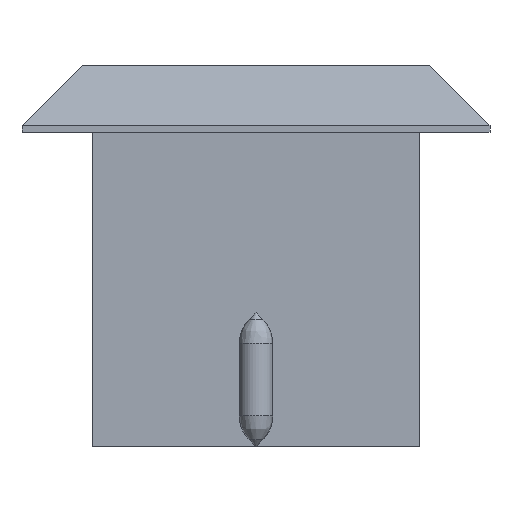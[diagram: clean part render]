
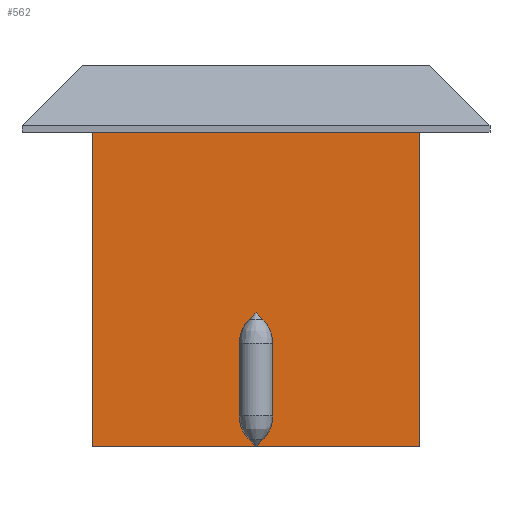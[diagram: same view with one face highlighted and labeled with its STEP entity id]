
A CAD part, front view. The second image highlights one B-rep face of the part: STEP entity #562.
In plain terms, the highlighted planar face has unit normal (0, -1, 0).
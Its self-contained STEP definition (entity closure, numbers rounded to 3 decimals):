
#57=PLANE('',#622);
#80=FACE_OUTER_BOUND('',#113,.T.);
#113=EDGE_LOOP('',(#456,#457,#458,#459));
#157=LINE('',#865,#215);
#172=LINE('',#893,#230);
#173=LINE('',#895,#231);
#174=LINE('',#896,#232);
#215=VECTOR('',#703,10.);
#230=VECTOR('',#728,10.);
#231=VECTOR('',#731,10.);
#232=VECTOR('',#732,10.);
#285=VERTEX_POINT('',#862);
#286=VERTEX_POINT('',#864);
#293=VERTEX_POINT('',#889);
#294=VERTEX_POINT('',#891);
#343=EDGE_CURVE('',#285,#286,#157,.T.);
#358=EDGE_CURVE('',#293,#294,#172,.T.);
#359=EDGE_CURVE('',#285,#293,#173,.T.);
#360=EDGE_CURVE('',#286,#294,#174,.T.);
#456=ORIENTED_EDGE('',*,*,#359,.T.);
#457=ORIENTED_EDGE('',*,*,#358,.T.);
#458=ORIENTED_EDGE('',*,*,#360,.F.);
#459=ORIENTED_EDGE('',*,*,#343,.F.);
#562=ADVANCED_FACE('',(#80),#57,.T.);
#622=AXIS2_PLACEMENT_3D('',#894,#729,#730);
#703=DIRECTION('',(0.,0.,-1.));
#728=DIRECTION('',(0.,0.,-1.));
#729=DIRECTION('center_axis',(0.,-1.,0.));
#730=DIRECTION('ref_axis',(-1.,0.,0.));
#731=DIRECTION('',(-1.,0.,0.));
#732=DIRECTION('',(-1.,0.,0.));
#862=CARTESIAN_POINT('',(14.9,10.1,0.));
#864=CARTESIAN_POINT('',(14.9,10.1,-9.4));
#865=CARTESIAN_POINT('',(14.9,10.1,1.6));
#889=CARTESIAN_POINT('',(5.1,10.1,0.));
#891=CARTESIAN_POINT('',(5.1,10.1,-9.4));
#893=CARTESIAN_POINT('',(5.1,10.1,1.6));
#894=CARTESIAN_POINT('Origin',(14.9,10.1,1.6));
#895=CARTESIAN_POINT('',(14.9,10.1,0.));
#896=CARTESIAN_POINT('',(14.9,10.1,-9.4));
